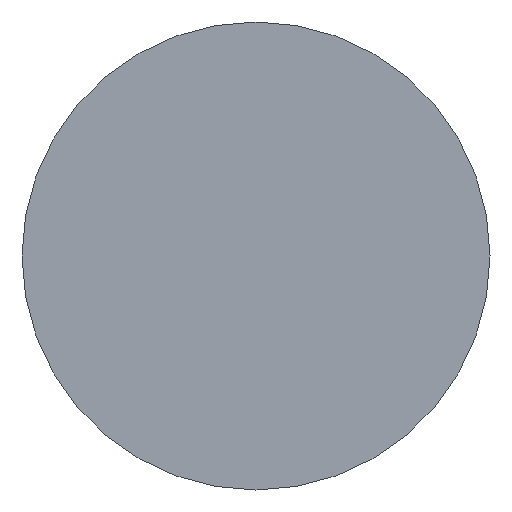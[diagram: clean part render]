
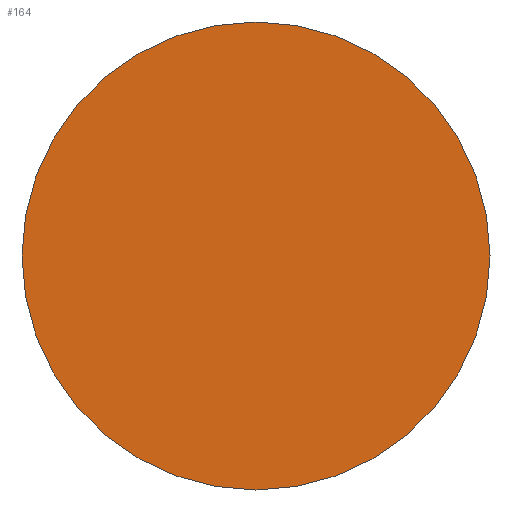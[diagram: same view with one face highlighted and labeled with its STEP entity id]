
A CAD part, left-side view. The second image highlights one B-rep face of the part: STEP entity #164.
In plain terms, the highlighted planar face has unit normal (-1, 0, 0).
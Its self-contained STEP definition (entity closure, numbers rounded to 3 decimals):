
#3 = VERTEX_POINT ( 'NONE', #94 ) ;
#6 = DIRECTION ( 'NONE',  ( 1., 0., 0. ) ) ;
#7 = CARTESIAN_POINT ( 'NONE',  ( -0.8, 0., 0. ) ) ;
#16 = ORIENTED_EDGE ( 'NONE', *, *, #49, .F. ) ;
#17 = AXIS2_PLACEMENT_3D ( 'NONE', #7, #129, #170 ) ;
#34 = ORIENTED_EDGE ( 'NONE', *, *, #100, .F. ) ;
#36 = DIRECTION ( 'NONE',  ( 1., 0., 0. ) ) ;
#48 = CIRCLE ( 'NONE', #17, 10. ) ;
#49 = EDGE_CURVE ( 'NONE', #140, #3, #82, .T. ) ;
#68 = CARTESIAN_POINT ( 'NONE',  ( -0.8, 0., 10. ) ) ;
#71 = PLANE ( 'NONE',  #109 ) ;
#76 = CARTESIAN_POINT ( 'NONE',  ( -0.8, 0., 0. ) ) ;
#82 = CIRCLE ( 'NONE', #151, 10. ) ;
#83 = CARTESIAN_POINT ( 'NONE',  ( -0.8, 0., 0. ) ) ;
#94 = CARTESIAN_POINT ( 'NONE',  ( -0.8, 0., -10. ) ) ;
#99 = FACE_OUTER_BOUND ( 'NONE', #121, .T. ) ;
#100 = EDGE_CURVE ( 'NONE', #3, #140, #48, .T. ) ;
#109 = AXIS2_PLACEMENT_3D ( 'NONE', #83, #36, #137 ) ;
#121 = EDGE_LOOP ( 'NONE', ( #16, #34 ) ) ;
#123 = DIRECTION ( 'NONE',  ( 0., 0., -1. ) ) ;
#129 = DIRECTION ( 'NONE',  ( 1., 0., 0. ) ) ;
#137 = DIRECTION ( 'NONE',  ( 0., 0., -1. ) ) ;
#140 = VERTEX_POINT ( 'NONE', #68 ) ;
#151 = AXIS2_PLACEMENT_3D ( 'NONE', #76, #6, #123 ) ;
#164 = ADVANCED_FACE ( 'NONE', ( #99 ), #71, .F. ) ;
#170 = DIRECTION ( 'NONE',  ( 0., 0., -1. ) ) ;
